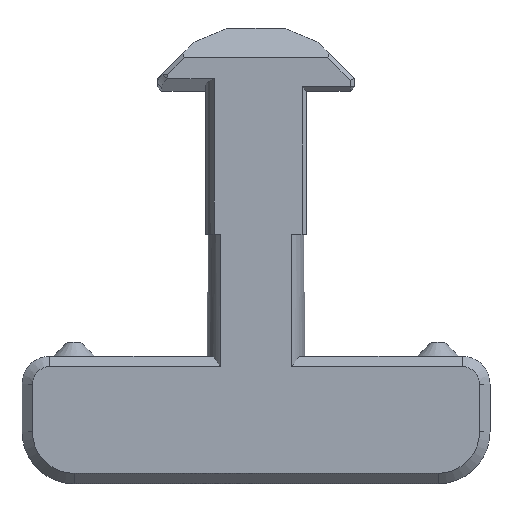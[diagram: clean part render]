
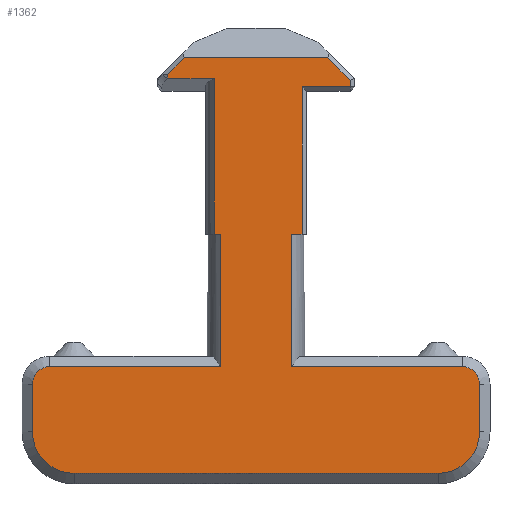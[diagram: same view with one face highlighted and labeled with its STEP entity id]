
A CAD part, front view. The second image highlights one B-rep face of the part: STEP entity #1362.
In plain terms, the highlighted planar face has unit normal (0, -1, 0).
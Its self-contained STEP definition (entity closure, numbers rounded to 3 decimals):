
#37=CIRCLE('',#1478,0.5);
#38=CIRCLE('',#1479,1.2);
#39=CIRCLE('',#1480,1.2);
#40=CIRCLE('',#1481,0.5);
#119=FACE_OUTER_BOUND('',#199,.T.);
#199=EDGE_LOOP('',(#1091,#1092,#1093,#1094,#1095,#1096,#1097,#1098,#1099,
#1100,#1101,#1102,#1103,#1104,#1105,#1106,#1107,#1108,#1109,#1110,#1111,
#1112,#1113));
#255=LINE('',#1964,#406);
#261=LINE('',#1984,#412);
#266=LINE('',#1994,#417);
#270=LINE('',#2002,#421);
#272=LINE('',#2006,#423);
#279=LINE('',#2026,#430);
#302=LINE('',#2143,#453);
#314=LINE('',#2235,#465);
#321=LINE('',#2253,#472);
#324=LINE('',#2261,#475);
#329=LINE('',#2277,#480);
#330=LINE('',#2280,#481);
#333=LINE('',#2297,#484);
#336=LINE('',#2313,#487);
#337=LINE('',#2315,#488);
#338=LINE('',#2319,#489);
#339=LINE('',#2323,#490);
#340=LINE('',#2327,#491);
#341=LINE('',#2330,#492);
#406=VECTOR('',#1563,483.333);
#412=VECTOR('',#1571,483.333);
#417=VECTOR('',#1578,483.333);
#421=VECTOR('',#1584,483.333);
#423=VECTOR('',#1588,483.333);
#430=VECTOR('',#1603,483.333);
#453=VECTOR('',#1658,4.833);
#465=VECTOR('',#1684,483.333);
#472=VECTOR('',#1707,483.333);
#475=VECTOR('',#1716,483.333);
#480=VECTOR('',#1729,483.333);
#481=VECTOR('',#1732,483.333);
#484=VECTOR('',#1749,10.);
#487=VECTOR('',#1770,483.333);
#488=VECTOR('',#1771,10.);
#489=VECTOR('',#1774,10.);
#490=VECTOR('',#1777,10.);
#491=VECTOR('',#1780,10.);
#492=VECTOR('',#1783,10.);
#570=VERTEX_POINT('',#1962);
#571=VERTEX_POINT('',#1963);
#577=VERTEX_POINT('',#1981);
#578=VERTEX_POINT('',#1983);
#582=VERTEX_POINT('',#1993);
#585=VERTEX_POINT('',#2001);
#586=VERTEX_POINT('',#2005);
#589=VERTEX_POINT('',#2013);
#595=VERTEX_POINT('',#2024);
#616=VERTEX_POINT('',#2252);
#618=VERTEX_POINT('',#2260);
#621=VERTEX_POINT('',#2267);
#625=VERTEX_POINT('',#2275);
#626=VERTEX_POINT('',#2279);
#633=VERTEX_POINT('',#2295);
#638=VERTEX_POINT('',#2314);
#639=VERTEX_POINT('',#2316);
#640=VERTEX_POINT('',#2318);
#641=VERTEX_POINT('',#2320);
#642=VERTEX_POINT('',#2322);
#643=VERTEX_POINT('',#2324);
#644=VERTEX_POINT('',#2326);
#645=VERTEX_POINT('',#2328);
#693=EDGE_CURVE('',#570,#571,#255,.T.);
#700=EDGE_CURVE('',#578,#577,#261,.T.);
#705=EDGE_CURVE('',#582,#578,#266,.T.);
#709=EDGE_CURVE('',#585,#582,#270,.T.);
#711=EDGE_CURVE('',#586,#585,#272,.T.);
#721=EDGE_CURVE('',#589,#595,#279,.T.);
#750=EDGE_CURVE('',#589,#571,#302,.T.);
#765=EDGE_CURVE('',#570,#577,#314,.T.);
#773=EDGE_CURVE('',#616,#586,#321,.T.);
#777=EDGE_CURVE('',#618,#616,#324,.T.);
#785=EDGE_CURVE('',#625,#621,#329,.T.);
#786=EDGE_CURVE('',#618,#626,#330,.T.);
#795=EDGE_CURVE('',#625,#633,#333,.T.);
#802=EDGE_CURVE('',#595,#621,#336,.T.);
#803=EDGE_CURVE('',#638,#633,#337,.T.);
#804=EDGE_CURVE('',#639,#638,#37,.T.);
#805=EDGE_CURVE('',#640,#639,#338,.T.);
#806=EDGE_CURVE('',#641,#640,#38,.T.);
#807=EDGE_CURVE('',#642,#641,#339,.T.);
#808=EDGE_CURVE('',#643,#642,#39,.T.);
#809=EDGE_CURVE('',#644,#643,#340,.T.);
#810=EDGE_CURVE('',#645,#644,#40,.T.);
#811=EDGE_CURVE('',#626,#645,#341,.T.);
#1091=ORIENTED_EDGE('',*,*,#802,.T.);
#1092=ORIENTED_EDGE('',*,*,#785,.F.);
#1093=ORIENTED_EDGE('',*,*,#795,.T.);
#1094=ORIENTED_EDGE('',*,*,#803,.F.);
#1095=ORIENTED_EDGE('',*,*,#804,.F.);
#1096=ORIENTED_EDGE('',*,*,#805,.F.);
#1097=ORIENTED_EDGE('',*,*,#806,.F.);
#1098=ORIENTED_EDGE('',*,*,#807,.F.);
#1099=ORIENTED_EDGE('',*,*,#808,.F.);
#1100=ORIENTED_EDGE('',*,*,#809,.F.);
#1101=ORIENTED_EDGE('',*,*,#810,.F.);
#1102=ORIENTED_EDGE('',*,*,#811,.F.);
#1103=ORIENTED_EDGE('',*,*,#786,.F.);
#1104=ORIENTED_EDGE('',*,*,#777,.T.);
#1105=ORIENTED_EDGE('',*,*,#773,.T.);
#1106=ORIENTED_EDGE('',*,*,#711,.T.);
#1107=ORIENTED_EDGE('',*,*,#709,.T.);
#1108=ORIENTED_EDGE('',*,*,#705,.T.);
#1109=ORIENTED_EDGE('',*,*,#700,.T.);
#1110=ORIENTED_EDGE('',*,*,#765,.F.);
#1111=ORIENTED_EDGE('',*,*,#693,.T.);
#1112=ORIENTED_EDGE('',*,*,#750,.F.);
#1113=ORIENTED_EDGE('',*,*,#721,.T.);
#1295=PLANE('',#1477);
#1362=ADVANCED_FACE('',(#119),#1295,.T.);
#1477=AXIS2_PLACEMENT_3D('',#2312,#1768,#1769);
#1478=AXIS2_PLACEMENT_3D('',#2317,#1772,#1773);
#1479=AXIS2_PLACEMENT_3D('',#2321,#1775,#1776);
#1480=AXIS2_PLACEMENT_3D('',#2325,#1778,#1779);
#1481=AXIS2_PLACEMENT_3D('',#2329,#1781,#1782);
#1563=DIRECTION('',(0.,0.,-1.));
#1571=DIRECTION('',(-1.,0.,0.));
#1578=DIRECTION('',(-0.707,0.,0.707));
#1584=DIRECTION('',(0.,0.,1.));
#1588=DIRECTION('',(1.,0.,0.));
#1603=DIRECTION('',(1.,0.,0.));
#1658=DIRECTION('',(-0.718,0.,0.696));
#1684=DIRECTION('',(0.707,0.,0.707));
#1707=DIRECTION('',(0.,0.,1.));
#1716=DIRECTION('',(1.,0.,0.));
#1729=DIRECTION('',(-1.,0.,0.));
#1732=DIRECTION('',(0.,0.,-1.));
#1749=DIRECTION('',(0.,0.,-1.));
#1768=DIRECTION('center_axis',(0.,-1.,0.));
#1769=DIRECTION('ref_axis',(0.,0.,-1.));
#1770=DIRECTION('',(0.,0.,-1.));
#1771=DIRECTION('',(1.,0.,0.));
#1772=DIRECTION('center_axis',(0.,1.,0.));
#1773=DIRECTION('ref_axis',(-0.707,0.,0.707));
#1774=DIRECTION('',(0.,0.,1.));
#1775=DIRECTION('center_axis',(0.,1.,0.));
#1776=DIRECTION('ref_axis',(-0.707,0.,-0.707));
#1777=DIRECTION('',(-1.,0.,0.));
#1778=DIRECTION('center_axis',(0.,1.,0.));
#1779=DIRECTION('ref_axis',(0.707,0.,-0.707));
#1780=DIRECTION('',(0.,0.,-1.));
#1781=DIRECTION('center_axis',(0.,1.,0.));
#1782=DIRECTION('ref_axis',(0.707,0.,0.707));
#1783=DIRECTION('',(1.,0.,0.));
#1962=CARTESIAN_POINT('',(27.976,-1.467,9.307));
#1963=CARTESIAN_POINT('',(27.976,-1.467,9.195));
#1964=CARTESIAN_POINT('',(27.976,-1.467,6.264));
#1981=CARTESIAN_POINT('',(28.46,-1.467,9.792));
#1983=CARTESIAN_POINT('',(32.59,-1.467,9.792));
#1984=CARTESIAN_POINT('',(30.525,-1.467,9.792));
#1993=CARTESIAN_POINT('',(33.244,-1.467,9.138));
#1994=CARTESIAN_POINT('',(33.244,-1.467,9.138));
#2001=CARTESIAN_POINT('',(33.244,-1.467,8.946));
#2002=CARTESIAN_POINT('',(33.244,-1.467,6.264));
#2005=CARTESIAN_POINT('',(31.854,-1.467,8.946));
#2006=CARTESIAN_POINT('',(30.525,-1.467,8.946));
#2013=CARTESIAN_POINT('',(27.983,-1.467,9.188));
#2024=CARTESIAN_POINT('',(29.317,-1.467,9.188));
#2026=CARTESIAN_POINT('',(30.525,-1.467,9.188));
#2143=CARTESIAN_POINT('',(27.983,-1.467,9.188));
#2235=CARTESIAN_POINT('',(28.197,-1.467,9.528));
#2252=CARTESIAN_POINT('',(31.854,-1.467,4.7));
#2253=CARTESIAN_POINT('',(31.854,-1.467,3.462));
#2260=CARTESIAN_POINT('',(31.54,-1.467,4.7));
#2261=CARTESIAN_POINT('',(30.525,-1.467,4.7));
#2267=CARTESIAN_POINT('',(29.317,-1.467,4.7));
#2275=CARTESIAN_POINT('',(29.51,-1.467,4.7));
#2277=CARTESIAN_POINT('',(29.05,-1.467,4.7));
#2279=CARTESIAN_POINT('',(31.54,-1.467,0.875));
#2280=CARTESIAN_POINT('',(31.54,-1.467,2.021));
#2295=CARTESIAN_POINT('',(29.51,-1.467,0.875));
#2297=CARTESIAN_POINT('',(29.51,-1.467,1.175));
#2312=CARTESIAN_POINT('Origin',(26.75,-1.467,9.444));
#2313=CARTESIAN_POINT('',(29.317,-1.467,7.164));
#2314=CARTESIAN_POINT('',(24.575,-1.467,0.875));
#2315=CARTESIAN_POINT('',(25.728,-1.467,0.875));
#2316=CARTESIAN_POINT('',(24.075,-1.467,0.375));
#2317=CARTESIAN_POINT('Origin',(24.575,-1.467,0.375));
#2318=CARTESIAN_POINT('',(24.075,-1.467,-1.));
#2319=CARTESIAN_POINT('',(24.075,-1.467,4.087));
#2320=CARTESIAN_POINT('',(25.275,-1.467,-2.2));
#2321=CARTESIAN_POINT('Origin',(25.275,-1.467,-1.));
#2322=CARTESIAN_POINT('',(35.775,-1.467,-2.2));
#2323=CARTESIAN_POINT('',(31.548,-1.467,-2.2));
#2324=CARTESIAN_POINT('',(36.975,-1.467,-1.));
#2325=CARTESIAN_POINT('Origin',(35.775,-1.467,-1.));
#2326=CARTESIAN_POINT('',(36.975,-1.467,0.375));
#2327=CARTESIAN_POINT('',(36.975,-1.467,4.844));
#2328=CARTESIAN_POINT('',(36.475,-1.467,0.875));
#2329=CARTESIAN_POINT('Origin',(36.475,-1.467,0.375));
#2330=CARTESIAN_POINT('',(25.728,-1.467,0.875));
